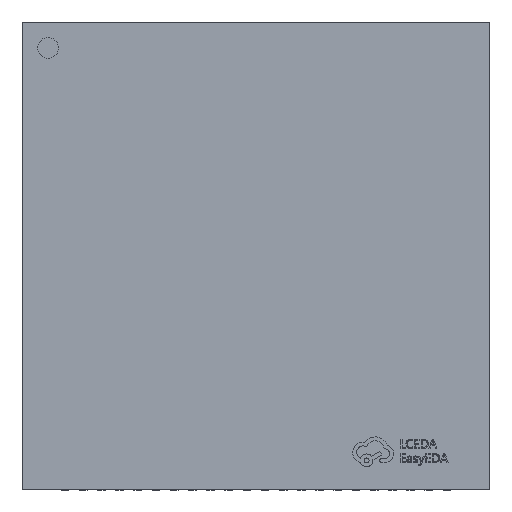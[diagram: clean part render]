
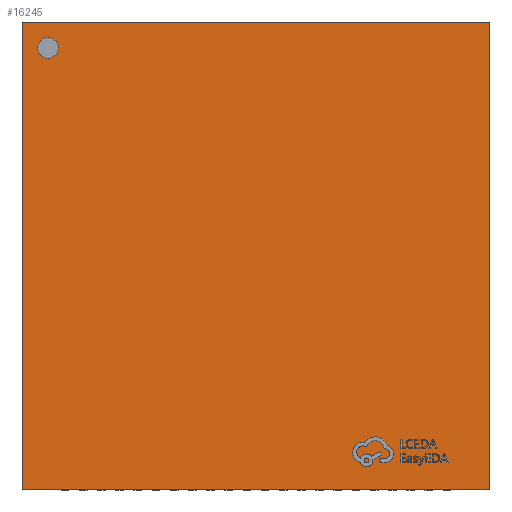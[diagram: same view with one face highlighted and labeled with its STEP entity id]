
A CAD part, top view. The second image highlights one B-rep face of the part: STEP entity #16245.
In plain terms, the highlighted planar face has unit normal (0, 0, 1).
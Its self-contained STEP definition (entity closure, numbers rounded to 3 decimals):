
#369=FACE_BOUND('',#1881,.T.);
#390=PLANE('',#17215);
#1043=FACE_OUTER_BOUND('',#1880,.T.);
#1880=EDGE_LOOP('',(#11672,#11673,#11674,#11675));
#1881=EDGE_LOOP('',(#11676));
#3055=LINE('',#23165,#5035);
#3124=LINE('',#23280,#5104);
#3192=LINE('',#23394,#5172);
#3259=LINE('',#23506,#5239);
#5035=VECTOR('',#18695,1000.);
#5104=VECTOR('',#18766,1000.);
#5172=VECTOR('',#18836,1000.);
#5239=VECTOR('',#18905,1000.);
#6658=CIRCLE('',#17076,0.2);
#6836=VERTEX_POINT('',#22015);
#7290=VERTEX_POINT('',#23162);
#7291=VERTEX_POINT('',#23164);
#7336=VERTEX_POINT('',#23278);
#7381=VERTEX_POINT('',#23392);
#8425=EDGE_CURVE('',#6836,#6836,#6658,.T.);
#8903=EDGE_CURVE('',#7291,#7290,#3055,.T.);
#8972=EDGE_CURVE('',#7290,#7336,#3124,.T.);
#9040=EDGE_CURVE('',#7336,#7381,#3192,.T.);
#9107=EDGE_CURVE('',#7381,#7291,#3259,.T.);
#11672=ORIENTED_EDGE('',*,*,#8903,.T.);
#11673=ORIENTED_EDGE('',*,*,#8972,.T.);
#11674=ORIENTED_EDGE('',*,*,#9040,.T.);
#11675=ORIENTED_EDGE('',*,*,#9107,.T.);
#11676=ORIENTED_EDGE('',*,*,#8425,.F.);
#16245=ADVANCED_FACE('',(#1043,#369),#390,.F.);
#17076=AXIS2_PLACEMENT_3D('',#22017,#18066,#18067);
#17215=AXIS2_PLACEMENT_3D('',#23612,#18969,#18970);
#18066=DIRECTION('center_axis',(0.,0.,1.));
#18067=DIRECTION('ref_axis',(1.,0.,0.));
#18695=DIRECTION('',(0.,1.,0.));
#18766=DIRECTION('',(-1.,0.,0.));
#18836=DIRECTION('',(0.,-1.,0.));
#18905=DIRECTION('',(1.,0.,0.));
#18969=DIRECTION('center_axis',(0.,0.,-1.));
#18970=DIRECTION('ref_axis',(-1.,0.,0.));
#22015=CARTESIAN_POINT('',(-4.2,4.,0.83));
#22017=CARTESIAN_POINT('Origin',(-4.,4.,0.83));
#23162=CARTESIAN_POINT('',(4.5,4.5,0.83));
#23164=CARTESIAN_POINT('',(4.5,-4.5,0.83));
#23165=CARTESIAN_POINT('',(4.5,-4.5,0.83));
#23278=CARTESIAN_POINT('',(-4.5,4.5,0.83));
#23280=CARTESIAN_POINT('',(-4.5,4.5,0.83));
#23392=CARTESIAN_POINT('',(-4.5,-4.5,0.83));
#23394=CARTESIAN_POINT('',(-4.5,-4.5,0.83));
#23506=CARTESIAN_POINT('',(-4.5,-4.5,0.83));
#23612=CARTESIAN_POINT('Origin',(0.,0.,0.83));
